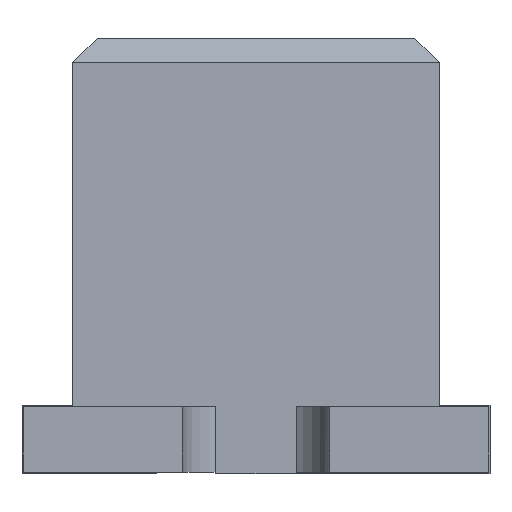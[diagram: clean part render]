
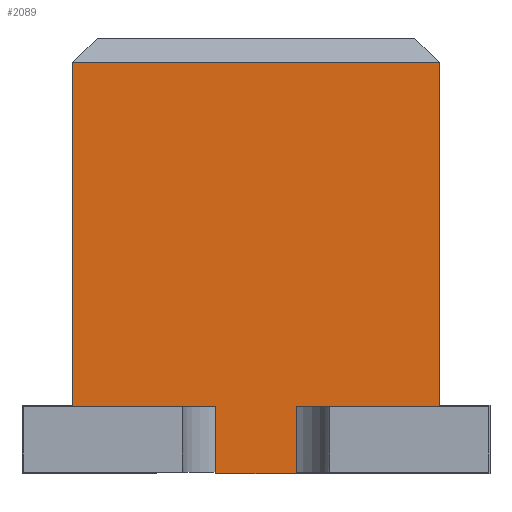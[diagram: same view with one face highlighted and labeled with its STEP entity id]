
A CAD part, left-side view. The second image highlights one B-rep face of the part: STEP entity #2089.
In plain terms, the highlighted planar face has unit normal (-1, 0, 0).
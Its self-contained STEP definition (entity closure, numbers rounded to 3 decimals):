
#177=FACE_OUTER_BOUND('',#281,.T.);
#281=EDGE_LOOP('',(#1776,#1777,#1778,#1779,#1780,#1781,#1782,#1783,#1784,
#1785));
#356=LINE('',#2828,#615);
#358=LINE('',#2834,#617);
#407=LINE('',#2937,#666);
#413=LINE('',#2949,#672);
#555=LINE('',#3250,#814);
#567=LINE('',#3279,#826);
#568=LINE('',#3281,#827);
#569=LINE('',#3282,#828);
#570=LINE('',#3284,#829);
#571=LINE('',#3285,#830);
#615=VECTOR('',#2291,1000.);
#617=VECTOR('',#2295,1000.);
#666=VECTOR('',#2364,1000.);
#672=VECTOR('',#2372,1000.);
#814=VECTOR('',#2650,1000.);
#826=VECTOR('',#2676,1000.);
#827=VECTOR('',#2677,1000.);
#828=VECTOR('',#2678,1000.);
#829=VECTOR('',#2679,1000.);
#830=VECTOR('',#2680,1000.);
#874=VERTEX_POINT('',#2820);
#877=VERTEX_POINT('',#2826);
#878=VERTEX_POINT('',#2830);
#880=VERTEX_POINT('',#2833);
#924=VERTEX_POINT('',#2936);
#929=VERTEX_POINT('',#2947);
#1020=VERTEX_POINT('',#3248);
#1030=VERTEX_POINT('',#3278);
#1031=VERTEX_POINT('',#3280);
#1032=VERTEX_POINT('',#3283);
#1067=EDGE_CURVE('',#874,#877,#356,.T.);
#1069=EDGE_CURVE('',#880,#878,#358,.T.);
#1121=EDGE_CURVE('',#924,#880,#407,.T.);
#1127=EDGE_CURVE('',#877,#929,#413,.T.);
#1279=EDGE_CURVE('',#929,#1020,#555,.T.);
#1294=EDGE_CURVE('',#878,#1030,#567,.T.);
#1295=EDGE_CURVE('',#1030,#1031,#568,.T.);
#1296=EDGE_CURVE('',#874,#1031,#569,.T.);
#1297=EDGE_CURVE('',#1020,#1032,#570,.T.);
#1298=EDGE_CURVE('',#924,#1032,#571,.T.);
#1776=ORIENTED_EDGE('',*,*,#1069,.T.);
#1777=ORIENTED_EDGE('',*,*,#1294,.T.);
#1778=ORIENTED_EDGE('',*,*,#1295,.T.);
#1779=ORIENTED_EDGE('',*,*,#1296,.F.);
#1780=ORIENTED_EDGE('',*,*,#1067,.T.);
#1781=ORIENTED_EDGE('',*,*,#1127,.T.);
#1782=ORIENTED_EDGE('',*,*,#1279,.T.);
#1783=ORIENTED_EDGE('',*,*,#1297,.T.);
#1784=ORIENTED_EDGE('',*,*,#1298,.F.);
#1785=ORIENTED_EDGE('',*,*,#1121,.T.);
#1992=PLANE('',#2224);
#2089=ADVANCED_FACE('',(#177),#1992,.F.);
#2224=AXIS2_PLACEMENT_3D('',#3277,#2674,#2675);
#2291=DIRECTION('',(0.,-1.,0.));
#2295=DIRECTION('',(0.,-1.,0.));
#2364=DIRECTION('',(0.,-1.,0.));
#2372=DIRECTION('',(0.,-1.,0.));
#2650=DIRECTION('',(0.,0.,1.));
#2674=DIRECTION('center_axis',(1.,0.,0.));
#2675=DIRECTION('ref_axis',(0.,0.,-1.));
#2676=DIRECTION('',(0.,0.,-1.));
#2677=DIRECTION('',(0.,-1.,0.));
#2678=DIRECTION('',(0.,0.,-1.));
#2679=DIRECTION('',(0.,1.,0.));
#2680=DIRECTION('',(0.,0.,1.));
#2820=CARTESIAN_POINT('',(-1.883,-0.33,0.55));
#2826=CARTESIAN_POINT('',(-1.883,-0.602,0.55));
#2828=CARTESIAN_POINT('',(-1.883,1.5,0.55));
#2830=CARTESIAN_POINT('',(-1.883,0.33,0.55));
#2833=CARTESIAN_POINT('',(-1.883,0.602,0.55));
#2834=CARTESIAN_POINT('',(-1.883,1.5,0.55));
#2936=CARTESIAN_POINT('',(-1.883,1.5,0.55));
#2937=CARTESIAN_POINT('',(-1.883,1.5,0.55));
#2947=CARTESIAN_POINT('',(-1.883,-1.5,0.55));
#2949=CARTESIAN_POINT('',(-1.883,1.5,0.55));
#3248=CARTESIAN_POINT('',(-1.883,-1.5,3.36));
#3250=CARTESIAN_POINT('',(-1.883,-1.5,3.56));
#3277=CARTESIAN_POINT('Origin',(-1.883,1.5,3.56));
#3278=CARTESIAN_POINT('',(-1.883,0.33,0.));
#3279=CARTESIAN_POINT('',(-1.883,0.33,0.56));
#3280=CARTESIAN_POINT('',(-1.883,-0.33,0.));
#3281=CARTESIAN_POINT('',(-1.883,-0.33,0.));
#3282=CARTESIAN_POINT('',(-1.883,-0.33,0.56));
#3283=CARTESIAN_POINT('',(-1.883,1.5,3.36));
#3284=CARTESIAN_POINT('',(-1.883,1.5,3.36));
#3285=CARTESIAN_POINT('',(-1.883,1.5,3.56));
